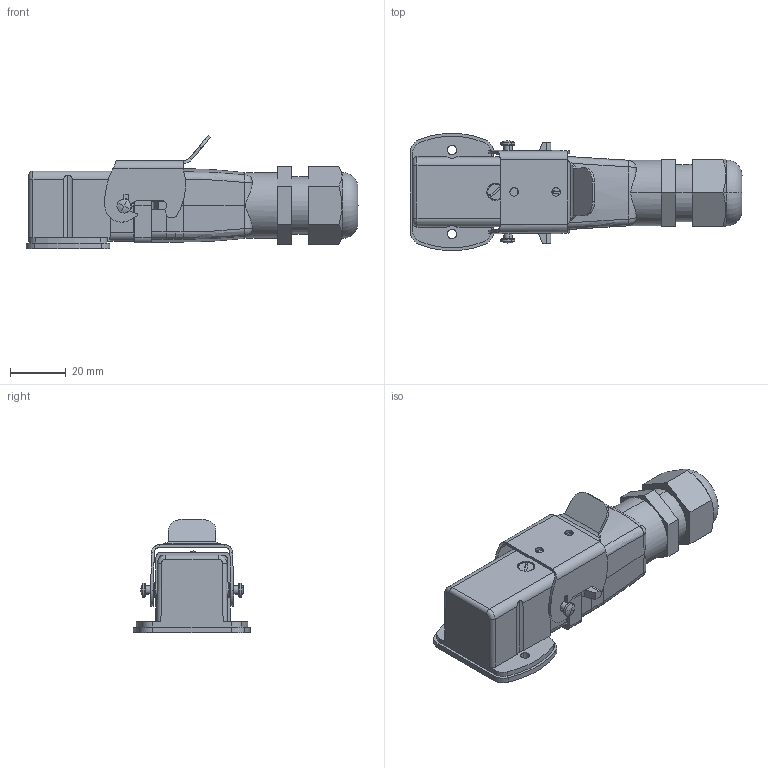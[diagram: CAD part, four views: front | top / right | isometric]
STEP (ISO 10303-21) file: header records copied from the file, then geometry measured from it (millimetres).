
FILE_DESCRIPTION(('CATIA V5 STEP Exchange','CAx-IF Rec.Pracs.--- Model Styling and Organization---1.4--- 2014-01-23'),'2;1');
FILE_NAME ('022147-1_2', '2019-11-22T12:52:34+00:00', ('none'), ('Weidmueller'), 'CATIA Version 5-6 Release 2016 SP3 HF44', 'CATIA V5 STEP AP214', 'none');
FILE_SCHEMA(('AUTOMOTIVE_DESIGN { 1 0 10303 214 1 1 1 1 }'));
Products named in the file (1): 1802450000 
Bounding box: 118.6 x 41.81 x 40.44 mm (x, y, z)
Volume: 49557.9 mm3; surface area: 45265.3 mm2
Topology: 9 solids, 18 shells, 3023 faces, 8328 edges, 5194 vertices
Faces by surface type: plane 1602, cylinder 850, torus 319, cone 171, sphere 40, bspline 33, extrusion 6, revolution 2
Entity records: 95771 total; most frequent: CARTESIAN_POINT 23809, ORIENTED_EDGE 16548, DIRECTION 12115, EDGE_CURVE 8274, VERTEX_POINT 5194, VECTOR 5130, LINE 5124, AXIS2_PLACEMENT_3D 4629
